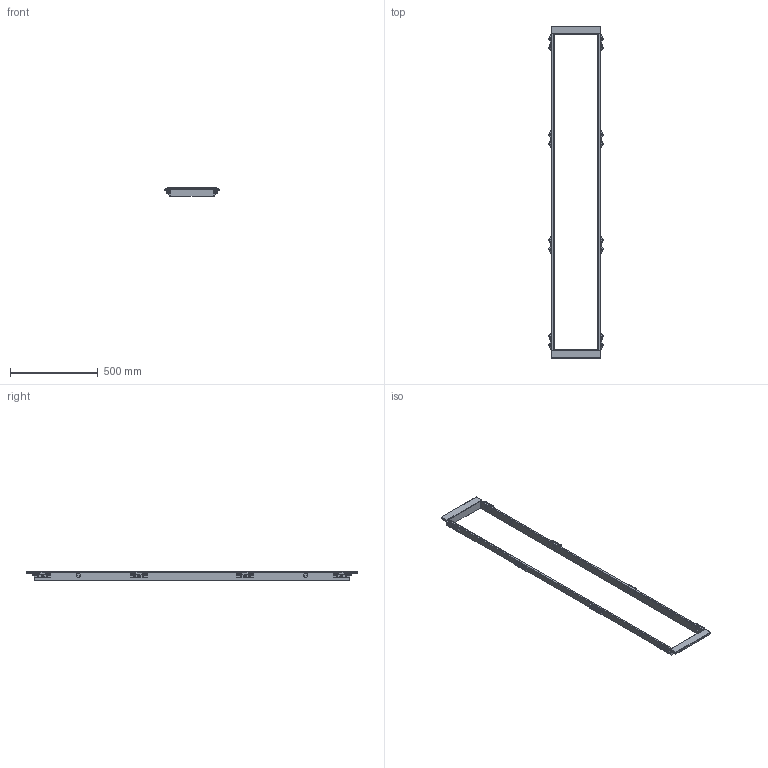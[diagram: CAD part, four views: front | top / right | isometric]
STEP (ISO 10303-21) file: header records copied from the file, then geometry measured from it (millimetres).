
FILE_DESCRIPTION(('STEP AP214'),'1');
FILE_NAME('cctmp_A2FF1FD3-89E4-40CB-A257-E39A33BA7AC1_2024_05_06_11_41_02_0020..stp','2024-05-06T09:41:03',('SIEMENS A&D'),('CADClick - www.CADClick.com'),'Spatial InterOp 3D',' ','unknown authorization');
FILE_SCHEMA(('AUTOMOTIVE_DESIGN'));
Length unit declared in the file: millimetre
Products named in the file (41): cc_unnamed; 2024_05_06_11_41_01_0973; 2024_05_06_11_41_01_0942; 2024_05_06_11_41_01_0910; 2024_05_06_11_41_01_0879; 2024_05_06_11_41_01_0848; 2024_05_06_11_41_01_0785; 2024_05_06_11_41_01_0754; 2024_05_06_11_41_01_0723; 2024_05_06_11_41_01_0658; 2024_05_06_11_41_01_0627; 2024_05_06_11_41_01_0595; 2024_05_06_11_41_01_0564; 2024_05_06_11_41_01_0502; 2024_05_06_11_41_01_0470; 2024_05_06_11_41_01_0439; 2024_05_06_11_41_01_0408; 2024_05_06_11_41_01_0345; 2024_05_06_11_41_01_0314; 2024_05_06_11_41_01_0283; 2024_05_06_11_41_01_0238; 2024_05_06_11_41_01_0175; 2024_05_06_11_41_01_0144; 2024_05_06_11_41_01_0113; 2024_05_06_11_41_01_0081; 2024_05_06_11_41_01_0019; 2024_05_06_11_41_00_0988; 2024_05_06_11_41_00_0945; 2024_05_06_11_41_00_0914; 2024_05_06_11_41_00_0851; 2024_05_06_11_41_00_0820; 2024_05_06_11_41_00_0789; 2024_05_06_11_41_00_0757; 2024_05_06_11_41_00_0695; 2024_05_06_11_41_00_0664; 2024_05_06_11_41_00_0632; 2024_05_06_11_41_00_0601; 2024_05_06_11_41_00_0539; 2024_05_06_11_41_00_0507; 2024_05_06_11_41_00_0476 ...
Assembly tree (40 placements, depth 2):
  cc_unnamed
    2024_05_06_11_41_01_0973
    2024_05_06_11_41_01_0942
    2024_05_06_11_41_01_0910
    2024_05_06_11_41_01_0879
    2024_05_06_11_41_01_0848
    2024_05_06_11_41_01_0785
    2024_05_06_11_41_01_0754
    2024_05_06_11_41_01_0723
    2024_05_06_11_41_01_0658
    2024_05_06_11_41_01_0627
    2024_05_06_11_41_01_0595
    2024_05_06_11_41_01_0564
    2024_05_06_11_41_01_0502
    2024_05_06_11_41_01_0470
    2024_05_06_11_41_01_0439
    2024_05_06_11_41_01_0408
    2024_05_06_11_41_01_0345
    2024_05_06_11_41_01_0314
    2024_05_06_11_41_01_0283
    2024_05_06_11_41_01_0238
    2024_05_06_11_41_01_0175
    2024_05_06_11_41_01_0144
    2024_05_06_11_41_01_0113
    2024_05_06_11_41_01_0081
    2024_05_06_11_41_01_0019
    2024_05_06_11_41_00_0988
    2024_05_06_11_41_00_0945
    2024_05_06_11_41_00_0914
    2024_05_06_11_41_00_0851
    2024_05_06_11_41_00_0820
    2024_05_06_11_41_00_0789
    2024_05_06_11_41_00_0757
    2024_05_06_11_41_00_0695
    2024_05_06_11_41_00_0664
    2024_05_06_11_41_00_0632
    2024_05_06_11_41_00_0601
    2024_05_06_11_41_00_0539
    2024_05_06_11_41_00_0507
    2024_05_06_11_41_00_0476
    2024_05_06_11_41_00_0445
Bounding box: 317 x 1897 x 48 mm (x, y, z)
Volume: 572033.7 mm3; surface area: 658981.5 mm2
Topology: 40 solids, 40 shells, 2220 faces, 5788 edges, 3768 vertices
Faces by surface type: plane 1088, cylinder 956, cone 176
Entity records: 91566 total; most frequent: CARTESIAN_POINT 16025, DIRECTION 12286, ORIENTED_EDGE 11576, EDGE_CURVE 5788, AXIS2_PLACEMENT_3D 4445, VERTEX_POINT 3768, LINE 3396, VECTOR 3396
